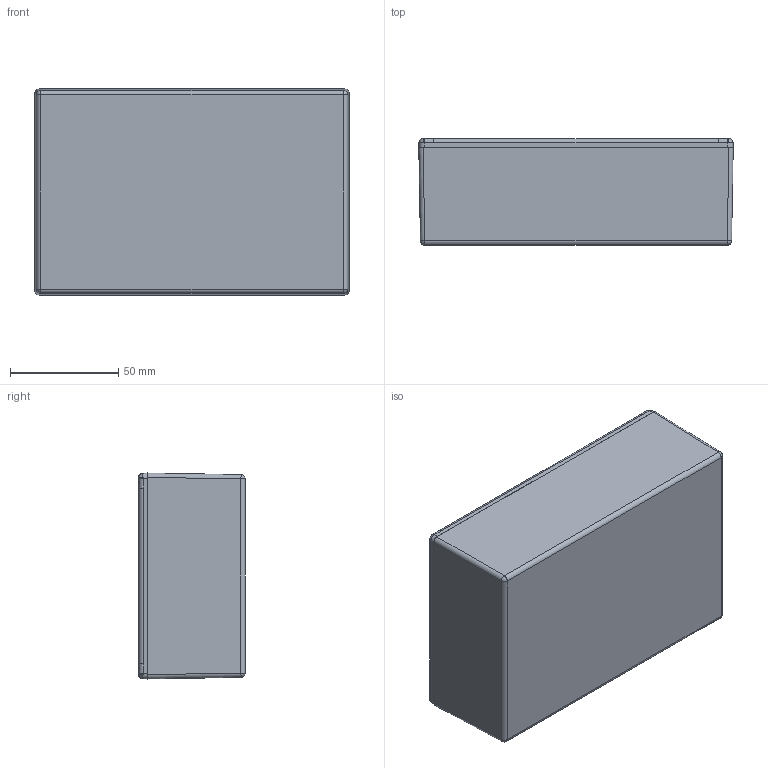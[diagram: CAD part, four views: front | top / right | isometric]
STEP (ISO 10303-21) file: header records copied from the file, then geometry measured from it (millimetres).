
FILE_DESCRIPTION(/* description */ (''),/* implementation_level */ '2;1');
FILE_NAME(/* name */ '1590J.iam.stp',/* time_stamp */ '2014-07-28T13:48:26-04:00',/* author */ ('L.Walsh'),/* organization */ (''),/* preprocessor_version */ 'ST-DEVELOPER v15.2',/* originating_system */ 'Autodesk Inventor 2014',/* authorisation */ '');
FILE_SCHEMA (('AUTOMOTIVE_DESIGN { 1 0 10303 214 3 1 1 }'));
Products named in the file (4): 1590J Box; 1590J Lid; #6736; 1590J
Bounding box: 145 x 49.1 x 95 mm (x, y, z)
Volume: 117185.2 mm3; surface area: 99146 mm2
Topology: 6 solids, 6 shells, 287 faces, 740 edges, 448 vertices
Faces by surface type: plane 127, cylinder 64, cone 56, bspline 20, sphere 12, torus 8
Full cylindrical faces by diameter (mm): 2.642 x4, 3.378 x4, 4 x4
Entity records: 6733 total; most frequent: CARTESIAN_POINT 1788, DIRECTION 1046, ORIENTED_EDGE 982, EDGE_CURVE 491, AXIS2_PLACEMENT_3D 401, VERTEX_POINT 303, LINE 244, VECTOR 244
